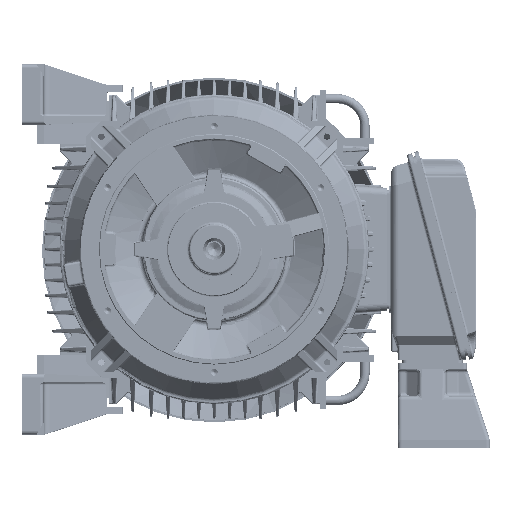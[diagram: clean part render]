
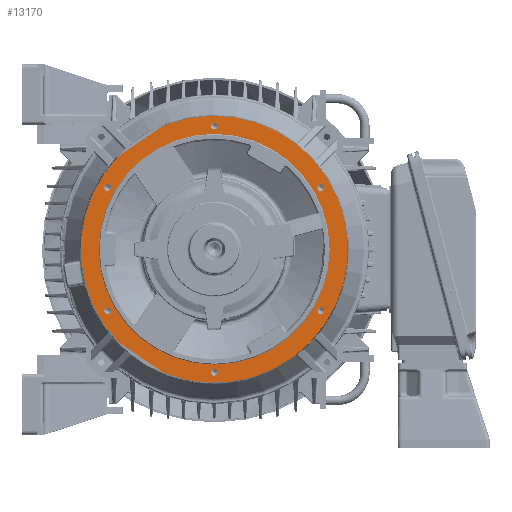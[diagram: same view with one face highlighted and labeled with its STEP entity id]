
A CAD part, top view. The second image highlights one B-rep face of the part: STEP entity #13170.
In plain terms, the highlighted planar face has unit normal (0, 0, 1).
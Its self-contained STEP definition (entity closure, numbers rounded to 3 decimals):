
#13170 = ADVANCED_FACE( '', ( #29944, #29945, #29946, #29947, #29948, #29949, #29950, #29951 ), #29952, .F. );
#29944 = FACE_BOUND( '', #119428, .T. );
#29945 = FACE_BOUND( '', #119429, .T. );
#29946 = FACE_BOUND( '', #119430, .T. );
#29947 = FACE_BOUND( '', #119431, .T. );
#29948 = FACE_BOUND( '', #119432, .T. );
#29949 = FACE_BOUND( '', #119433, .T. );
#29950 = FACE_BOUND( '', #119434, .T. );
#29951 = FACE_OUTER_BOUND( '', #119435, .T. );
#29952 = PLANE( '', #119436 );
#119428 = EDGE_LOOP( '', ( #224151 ) );
#119429 = EDGE_LOOP( '', ( #224152 ) );
#119430 = EDGE_LOOP( '', ( #224153 ) );
#119431 = EDGE_LOOP( '', ( #224154 ) );
#119432 = EDGE_LOOP( '', ( #224155 ) );
#119433 = EDGE_LOOP( '', ( #224156 ) );
#119434 = EDGE_LOOP( '', ( #224157 ) );
#119435 = EDGE_LOOP( '', ( #224158, #224159, #224160, #224161 ) );
#119436 = AXIS2_PLACEMENT_3D( '', #224162, #224163, #224164 );
#224151 = ORIENTED_EDGE( '', *, *, #255182, .T. );
#224152 = ORIENTED_EDGE( '', *, *, #260041, .T. );
#224153 = ORIENTED_EDGE( '', *, *, #262028, .T. );
#224154 = ORIENTED_EDGE( '', *, *, #266068, .T. );
#224155 = ORIENTED_EDGE( '', *, *, #266069, .T. );
#224156 = ORIENTED_EDGE( '', *, *, #266070, .T. );
#224157 = ORIENTED_EDGE( '', *, *, #266071, .T. );
#224158 = ORIENTED_EDGE( '', *, *, #265649, .F. );
#224159 = ORIENTED_EDGE( '', *, *, #253338, .F. );
#224160 = ORIENTED_EDGE( '', *, *, #266072, .F. );
#224161 = ORIENTED_EDGE( '', *, *, #253334, .F. );
#224162 = CARTESIAN_POINT( '', ( 0., -150., 513. ) );
#224163 = DIRECTION( '', ( 0., 0., -1. ) );
#224164 = DIRECTION( '', ( 1., 0., 0. ) );
#253334 = EDGE_CURVE( '', #277150, #277152, #277153, .T. );
#253338 = EDGE_CURVE( '', #277158, #277146, #277160, .T. );
#255182 = EDGE_CURVE( '', #280312, #280312, #280313, .T. );
#260041 = EDGE_CURVE( '', #288078, #288078, #288079, .T. );
#262028 = EDGE_CURVE( '', #290953, #290953, #290954, .T. );
#265649 = EDGE_CURVE( '', #277146, #277150, #295860, .T. );
#266068 = EDGE_CURVE( '', #296422, #296422, #296423, .T. );
#266069 = EDGE_CURVE( '', #296424, #296424, #296425, .T. );
#266070 = EDGE_CURVE( '', #296426, #296426, #296427, .T. );
#266071 = EDGE_CURVE( '', #296428, #296428, #296429, .T. );
#266072 = EDGE_CURVE( '', #277152, #277158, #296430, .T. );
#277146 = VERTEX_POINT( '', #314247 );
#277150 = VERTEX_POINT( '', #314254 );
#277152 = VERTEX_POINT( '', #314259 );
#277153 = CIRCLE( '', #314260, 173.591 );
#277158 = VERTEX_POINT( '', #314268 );
#277160 = CIRCLE( '', #314273, 173.591 );
#280312 = VERTEX_POINT( '', #324013 );
#280313 = CIRCLE( '', #324014, 4.391 );
#288078 = VERTEX_POINT( '', #347262 );
#288079 = CIRCLE( '', #347263, 4.391 );
#290953 = VERTEX_POINT( '', #356570 );
#290954 = CIRCLE( '', #356571, 4.391 );
#295860 = LINE( '', #370660, #370661 );
#296422 = VERTEX_POINT( '', #373047 );
#296423 = CIRCLE( '', #373048, 4.391 );
#296424 = VERTEX_POINT( '', #373049 );
#296425 = CIRCLE( '', #373050, 4.391 );
#296426 = VERTEX_POINT( '', #373051 );
#296427 = CIRCLE( '', #373052, 4.391 );
#296428 = VERTEX_POINT( '', #373053 );
#296429 = CIRCLE( '', #373054, 150. );
#296430 = LINE( '', #373055, #373056 );
#314247 = CARTESIAN_POINT( '', ( -124.183, 121.294, 513. ) );
#314254 = CARTESIAN_POINT( '', ( -65.942, 160.578, 513. ) );
#314259 = CARTESIAN_POINT( '', ( -65.942, -160.578, 513. ) );
#314260 = AXIS2_PLACEMENT_3D( '', #400178, #400179, #400180 );
#314268 = CARTESIAN_POINT( '', ( -124.183, -121.294, 513. ) );
#314273 = AXIS2_PLACEMENT_3D( '', #400184, #400185, #400186 );
#324013 = CARTESIAN_POINT( '', ( -136.369, 83.803, 513. ) );
#324014 = AXIS2_PLACEMENT_3D( '', #402897, #402898, #402899 );
#347262 = CARTESIAN_POINT( '', ( -140.76, -76.197, 513. ) );
#347263 = AXIS2_PLACEMENT_3D( '', #409680, #409681, #409682 );
#356570 = CARTESIAN_POINT( '', ( -4.391, -160., 513. ) );
#356571 = AXIS2_PLACEMENT_3D( '', #412364, #412365, #412366 );
#370660 = CARTESIAN_POINT( '', ( -164.602, 94.032, 513. ) );
#370661 = VECTOR( '', #417118, 1000. );
#373047 = CARTESIAN_POINT( '', ( 136.369, -83.803, 513. ) );
#373048 = AXIS2_PLACEMENT_3D( '', #417663, #417664, #417665 );
#373049 = CARTESIAN_POINT( '', ( 140.76, 76.197, 513. ) );
#373050 = AXIS2_PLACEMENT_3D( '', #417666, #417667, #417668 );
#373051 = CARTESIAN_POINT( '', ( 4.391, 160., 513. ) );
#373052 = AXIS2_PLACEMENT_3D( '', #417669, #417670, #417671 );
#373053 = CARTESIAN_POINT( '', ( 150., 0., 513. ) );
#373054 = AXIS2_PLACEMENT_3D( '', #417672, #417673, #417674 );
#373055 = CARTESIAN_POINT( '', ( -25.524, -187.841, 513. ) );
#373056 = VECTOR( '', #417675, 1000. );
#400178 = CARTESIAN_POINT( '', ( 0., 0., 513. ) );
#400179 = DIRECTION( '', ( 0., 0., -1. ) );
#400180 = DIRECTION( '', ( 1., 0., 0. ) );
#400184 = CARTESIAN_POINT( '', ( 0., 0., 513. ) );
#400185 = DIRECTION( '', ( 0., 0., -1. ) );
#400186 = DIRECTION( '', ( 1., 0., 0. ) );
#402897 = CARTESIAN_POINT( '', ( -138.564, 80., 513. ) );
#402898 = DIRECTION( '', ( 0., 0., -1. ) );
#402899 = DIRECTION( '', ( 0.5, 0.866, 0. ) );
#409680 = CARTESIAN_POINT( '', ( -138.564, -80., 513. ) );
#409681 = DIRECTION( '', ( 0., 0., -1. ) );
#409682 = DIRECTION( '', ( -0.5, 0.866, 0. ) );
#412364 = CARTESIAN_POINT( '', ( 0., -160., 513. ) );
#412365 = DIRECTION( '', ( 0., 0., -1. ) );
#412366 = DIRECTION( '', ( -1., 0., 0. ) );
#417118 = DIRECTION( '', ( 0.829, 0.559, 0. ) );
#417663 = CARTESIAN_POINT( '', ( 138.564, -80., 513. ) );
#417664 = DIRECTION( '', ( 0., 0., -1. ) );
#417665 = DIRECTION( '', ( -0.5, -0.866, 0. ) );
#417666 = CARTESIAN_POINT( '', ( 138.564, 80., 513. ) );
#417667 = DIRECTION( '', ( 0., 0., -1. ) );
#417668 = DIRECTION( '', ( 0.5, -0.866, 0. ) );
#417669 = CARTESIAN_POINT( '', ( 0., 160., 513. ) );
#417670 = DIRECTION( '', ( 0., 0., -1. ) );
#417671 = DIRECTION( '', ( 1., 0., 0. ) );
#417672 = CARTESIAN_POINT( '', ( 0., 0., 513. ) );
#417673 = DIRECTION( '', ( 0., 0., -1. ) );
#417674 = DIRECTION( '', ( 1., 0., 0. ) );
#417675 = DIRECTION( '', ( -0.829, 0.559, 0. ) );
